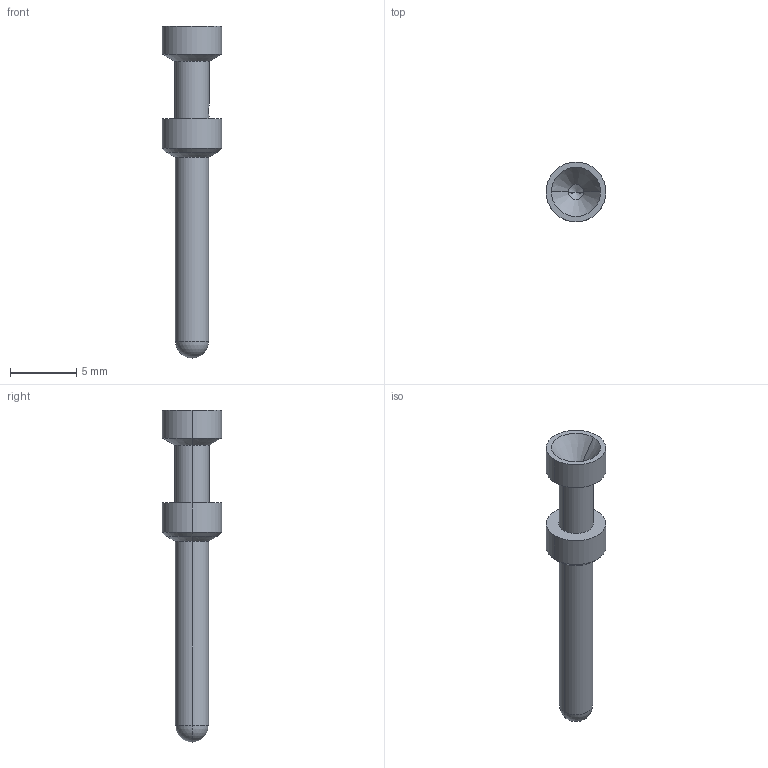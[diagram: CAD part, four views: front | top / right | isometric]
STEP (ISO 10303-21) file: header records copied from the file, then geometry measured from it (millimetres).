
FILE_DESCRIPTION((''),'2;1');
FILE_NAME('CESM','2017-04-12T',('tl.yang'),(''),'PRO/ENGINEER BY PARAMETRIC TECHNOLOGY CORPORATION, 2011500','PRO/ENGINEER BY PARAMETRIC TECHNOLOGY CORPORATION, 2011500','');
FILE_SCHEMA(('CONFIG_CONTROL_DESIGN'));
Length unit declared in the file: millimetre
Products named in the file (1): CESM
Bounding box: 4.5 x 4.5 x 25 mm (x, y, z)
Volume: 160.8 mm3; surface area: 296.1 mm2
Topology: 1 solids, 1 shells, 26 faces, 62 edges, 34 vertices
Faces by surface type: cylinder 12, cone 10, sphere 2, plane 2
Entity records: 822 total; most frequent: CARTESIAN_POINT 198, DIRECTION 128, ORIENTED_EDGE 116, EDGE_CURVE 58, AXIS2_PLACEMENT_3D 52, VERTEX_POINT 34, EDGE_LOOP 28, FACE_OUTER_BOUND 26
